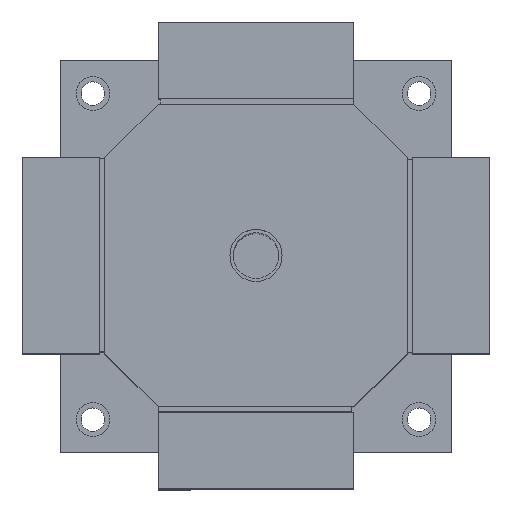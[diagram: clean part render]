
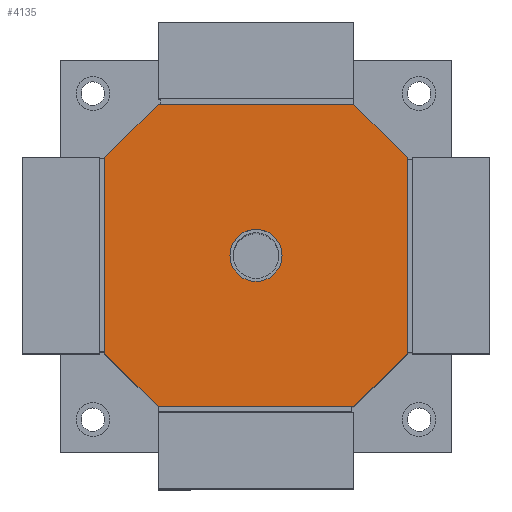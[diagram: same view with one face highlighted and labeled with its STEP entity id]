
A CAD part, top view. The second image highlights one B-rep face of the part: STEP entity #4135.
In plain terms, the highlighted planar face has unit normal (0, 0, 1).
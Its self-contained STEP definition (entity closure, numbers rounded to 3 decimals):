
#82 = DIRECTION ( 'NONE',  ( 0., -1., 0. ) ) ;
#184 = VECTOR ( 'NONE', #198, 1000. ) ;
#198 = DIRECTION ( 'NONE',  ( -1., 0., 0. ) ) ;
#206 = ORIENTED_EDGE ( 'NONE', *, *, #3676, .T. ) ;
#250 = DIRECTION ( 'NONE',  ( -0.707, 0.707, 0. ) ) ;
#286 = VERTEX_POINT ( 'NONE', #3228 ) ;
#289 = LINE ( 'NONE', #3351, #1156 ) ;
#355 = PLANE ( 'NONE',  #4734 ) ;
#614 = ORIENTED_EDGE ( 'NONE', *, *, #3398, .T. ) ;
#656 = AXIS2_PLACEMENT_3D ( 'NONE', #2848, #1006, #659 ) ;
#659 = DIRECTION ( 'NONE',  ( -1., 0., 0. ) ) ;
#722 = DIRECTION ( 'NONE',  ( 1., 0., 0. ) ) ;
#733 = EDGE_CURVE ( 'NONE', #2422, #1629, #4658, .T. ) ;
#776 = ORIENTED_EDGE ( 'NONE', *, *, #4618, .T. ) ;
#795 = DIRECTION ( 'NONE',  ( -0.707, -0.707, 0. ) ) ;
#1006 = DIRECTION ( 'NONE',  ( 0., 0., -1. ) ) ;
#1030 = CARTESIAN_POINT ( 'NONE',  ( 116., -75., 500. ) ) ;
#1117 = LINE ( 'NONE', #4563, #3003 ) ;
#1156 = VECTOR ( 'NONE', #3643, 1000. ) ;
#1226 = DIRECTION ( 'NONE',  ( -1., 0., 0. ) ) ;
#1402 = CIRCLE ( 'NONE', #656, 20. ) ;
#1442 = DIRECTION ( 'NONE',  ( 0., 1., 0. ) ) ;
#1501 = ORIENTED_EDGE ( 'NONE', *, *, #733, .T. ) ;
#1506 = CARTESIAN_POINT ( 'NONE',  ( 0., 0., 500. ) ) ;
#1514 = CARTESIAN_POINT ( 'NONE',  ( -116., 75., 500. ) ) ;
#1582 = CARTESIAN_POINT ( 'NONE',  ( 75., -116., 500. ) ) ;
#1629 = VERTEX_POINT ( 'NONE', #1030 ) ;
#1679 = VERTEX_POINT ( 'NONE', #3681 ) ;
#1729 = CARTESIAN_POINT ( 'NONE',  ( 20., 0., 500. ) ) ;
#1732 = CARTESIAN_POINT ( 'NONE',  ( 116., 75., 500. ) ) ;
#1836 = EDGE_CURVE ( 'NONE', #2859, #2422, #2825, .T. ) ;
#1865 = ORIENTED_EDGE ( 'NONE', *, *, #2969, .T. ) ;
#1940 = CARTESIAN_POINT ( 'NONE',  ( -75., 116., 500. ) ) ;
#2128 = VECTOR ( 'NONE', #4578, 1000. ) ;
#2171 = FACE_OUTER_BOUND ( 'NONE', #4789, .T. ) ;
#2422 = VERTEX_POINT ( 'NONE', #4215 ) ;
#2433 = CARTESIAN_POINT ( 'NONE',  ( -116., 116., 500. ) ) ;
#2579 = CARTESIAN_POINT ( 'NONE',  ( 116., -116., 500. ) ) ;
#2595 = CARTESIAN_POINT ( 'NONE',  ( -116., -116., 500. ) ) ;
#2725 = VERTEX_POINT ( 'NONE', #3988 ) ;
#2736 = ORIENTED_EDGE ( 'NONE', *, *, #3179, .T. ) ;
#2825 = LINE ( 'NONE', #3109, #2128 ) ;
#2836 = VERTEX_POINT ( 'NONE', #1514 ) ;
#2848 = CARTESIAN_POINT ( 'NONE',  ( 0., 0., 500. ) ) ;
#2859 = VERTEX_POINT ( 'NONE', #4483 ) ;
#2887 = CARTESIAN_POINT ( 'NONE',  ( -116., -75., 500. ) ) ;
#2969 = EDGE_CURVE ( 'NONE', #1679, #2836, #3900, .T. ) ;
#2986 = DIRECTION ( 'NONE',  ( 0., 0., 1. ) ) ;
#2999 = CIRCLE ( 'NONE', #4121, 20. ) ;
#3003 = VECTOR ( 'NONE', #82, 1000. ) ;
#3007 = VECTOR ( 'NONE', #795, 1000. ) ;
#3035 = EDGE_LOOP ( 'NONE', ( #776, #206 ) ) ;
#3039 = VERTEX_POINT ( 'NONE', #4524 ) ;
#3109 = CARTESIAN_POINT ( 'NONE',  ( -116., -116., 500. ) ) ;
#3116 = EDGE_CURVE ( 'NONE', #2836, #4241, #1117, .T. ) ;
#3130 = ORIENTED_EDGE ( 'NONE', *, *, #4753, .T. ) ;
#3179 = EDGE_CURVE ( 'NONE', #3039, #1679, #3620, .T. ) ;
#3228 = CARTESIAN_POINT ( 'NONE',  ( -20., 0., 500. ) ) ;
#3276 = VECTOR ( 'NONE', #1442, 1000. ) ;
#3283 = ORIENTED_EDGE ( 'NONE', *, *, #1836, .T. ) ;
#3345 = VECTOR ( 'NONE', #250, 1000. ) ;
#3351 = CARTESIAN_POINT ( 'NONE',  ( -75., -116., 500. ) ) ;
#3398 = EDGE_CURVE ( 'NONE', #2725, #3039, #3560, .T. ) ;
#3464 = DIRECTION ( 'NONE',  ( 0., 0., -1. ) ) ;
#3560 = LINE ( 'NONE', #1732, #3345 ) ;
#3620 = LINE ( 'NONE', #2433, #184 ) ;
#3643 = DIRECTION ( 'NONE',  ( 0.707, -0.707, 0. ) ) ;
#3676 = EDGE_CURVE ( 'NONE', #4667, #286, #2999, .T. ) ;
#3681 = CARTESIAN_POINT ( 'NONE',  ( -75., 116., 500. ) ) ;
#3900 = LINE ( 'NONE', #1940, #3007 ) ;
#3988 = CARTESIAN_POINT ( 'NONE',  ( 116., 75., 500. ) ) ;
#4017 = FACE_BOUND ( 'NONE', #3035, .T. ) ;
#4044 = EDGE_CURVE ( 'NONE', #1629, #2725, #4127, .T. ) ;
#4121 = AXIS2_PLACEMENT_3D ( 'NONE', #1506, #3464, #1226 ) ;
#4127 = LINE ( 'NONE', #2579, #3276 ) ;
#4135 = ADVANCED_FACE ( 'NONE', ( #2171, #4017 ), #355, .T. ) ;
#4175 = ORIENTED_EDGE ( 'NONE', *, *, #4044, .T. ) ;
#4215 = CARTESIAN_POINT ( 'NONE',  ( 75., -116., 500. ) ) ;
#4241 = VERTEX_POINT ( 'NONE', #2887 ) ;
#4268 = ORIENTED_EDGE ( 'NONE', *, *, #3116, .T. ) ;
#4315 = VECTOR ( 'NONE', #4582, 1000. ) ;
#4483 = CARTESIAN_POINT ( 'NONE',  ( -75., -116., 500. ) ) ;
#4524 = CARTESIAN_POINT ( 'NONE',  ( 75., 116., 500. ) ) ;
#4563 = CARTESIAN_POINT ( 'NONE',  ( -116., 116., 500. ) ) ;
#4578 = DIRECTION ( 'NONE',  ( 1., 0., 0. ) ) ;
#4582 = DIRECTION ( 'NONE',  ( 0.707, 0.707, 0. ) ) ;
#4618 = EDGE_CURVE ( 'NONE', #286, #4667, #1402, .T. ) ;
#4658 = LINE ( 'NONE', #1582, #4315 ) ;
#4667 = VERTEX_POINT ( 'NONE', #1729 ) ;
#4734 = AXIS2_PLACEMENT_3D ( 'NONE', #2595, #2986, #722 ) ;
#4753 = EDGE_CURVE ( 'NONE', #4241, #2859, #289, .T. ) ;
#4789 = EDGE_LOOP ( 'NONE', ( #3130, #3283, #1501, #4175, #614, #2736, #1865, #4268 ) ) ;
